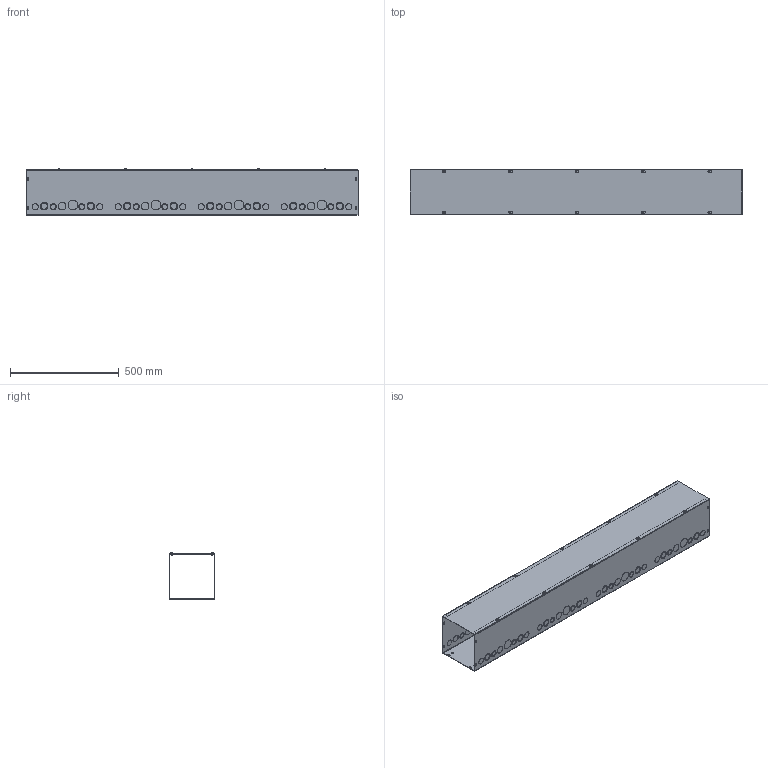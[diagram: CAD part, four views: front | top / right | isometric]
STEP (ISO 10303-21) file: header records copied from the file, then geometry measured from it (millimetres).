
FILE_DESCRIPTION(/* description */ ('WW, S, BLR, CS, 8X8X60'),/* implementation_level */ '2;1');
FILE_NAME(/* name */ 'S8860.stp',/* time_stamp */ '2017-06-23T16:08:44+06:00',/* author */ ('vdas'),/* organization */ (''),/* preprocessor_version */ 'ST-DEVELOPER v16.1',/* originating_system */ 'Autodesk Inventor 2016',/* authorisation */ '');
FILE_SCHEMA (('AUTOMOTIVE_DESIGN { 1 0 10303 214 3 1 1 }'));
Length unit declared in the file: inch
Products named in the file (4): S8860BLR; S8860LID; 372141; S8860
Assembly tree (12 placements, depth 2):
  S8860
    S8860BLR
    S8860LID
    372141  x10
Bounding box: 1524 x 208.53 x 212.27 mm (x, y, z)
Volume: 2466497.3 mm3; surface area: 2616640.3 mm2
Topology: 12 solids, 12 shells, 1154 faces, 2600 edges, 1576 vertices
Faces by surface type: plane 442, cylinder 282, cone 270, torus 140, bspline 20
Full cylindrical faces by diameter (mm): 4.089 x10, 4.595 x80, 6.35 x4, 7.938 x10, 22.225 x16, 28.575 x32, 28.6 x16, 34.925 x24, 44.45 x8
Entity records: 13139 total; most frequent: CARTESIAN_POINT 2671, DIRECTION 2182, ORIENTED_EDGE 1692, AXIS2_PLACEMENT_3D 919, EDGE_CURVE 846, EDGE_LOOP 802, VERTEX_POINT 644, FACE_OUTER_BOUND 469
